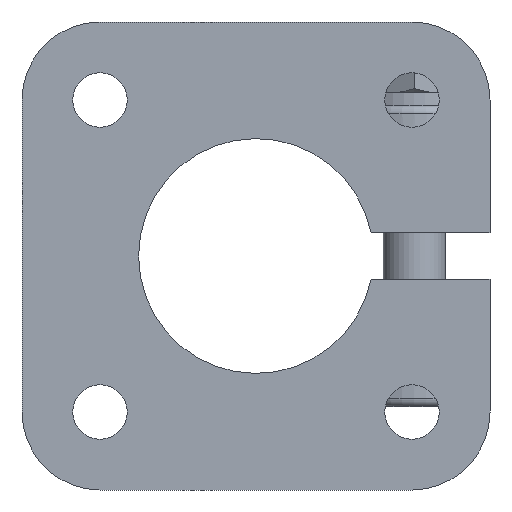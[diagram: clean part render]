
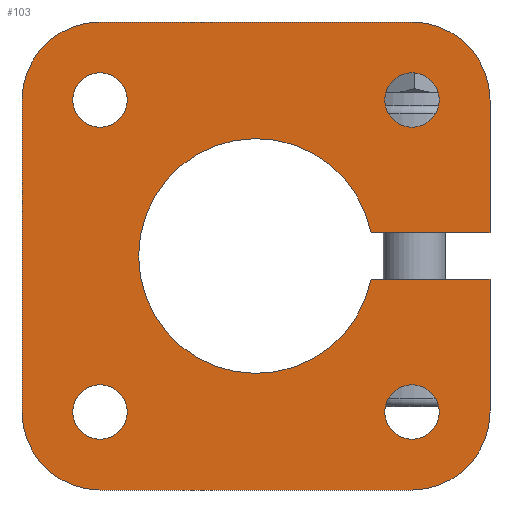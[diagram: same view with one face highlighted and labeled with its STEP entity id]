
A CAD part, front view. The second image highlights one B-rep face of the part: STEP entity #103.
In plain terms, the highlighted planar face has unit normal (0, -1, 0).
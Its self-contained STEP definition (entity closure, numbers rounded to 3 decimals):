
#103 = ADVANCED_FACE( '', ( #252, #253, #254, #255, #256 ), #257, .F. );
#252 = FACE_BOUND( '', #468, .T. );
#253 = FACE_BOUND( '', #469, .T. );
#254 = FACE_BOUND( '', #470, .T. );
#255 = FACE_BOUND( '', #471, .T. );
#256 = FACE_OUTER_BOUND( '', #472, .T. );
#257 = PLANE( '', #473 );
#468 = EDGE_LOOP( '', ( #717 ) );
#469 = EDGE_LOOP( '', ( #718 ) );
#470 = EDGE_LOOP( '', ( #719 ) );
#471 = EDGE_LOOP( '', ( #720 ) );
#472 = EDGE_LOOP( '', ( #721, #722, #723, #724, #725, #726, #727, #728, #729, #730, #731, #732 ) );
#473 = AXIS2_PLACEMENT_3D( '', #733, #734, #735 );
#717 = ORIENTED_EDGE( '', *, *, #1197, .T. );
#718 = ORIENTED_EDGE( '', *, *, #1198, .T. );
#719 = ORIENTED_EDGE( '', *, *, #1199, .T. );
#720 = ORIENTED_EDGE( '', *, *, #1200, .T. );
#721 = ORIENTED_EDGE( '', *, *, #1201, .F. );
#722 = ORIENTED_EDGE( '', *, *, #1170, .T. );
#723 = ORIENTED_EDGE( '', *, *, #1202, .T. );
#724 = ORIENTED_EDGE( '', *, *, #1203, .F. );
#725 = ORIENTED_EDGE( '', *, *, #1204, .F. );
#726 = ORIENTED_EDGE( '', *, *, #1205, .F. );
#727 = ORIENTED_EDGE( '', *, *, #1206, .F. );
#728 = ORIENTED_EDGE( '', *, *, #1207, .F. );
#729 = ORIENTED_EDGE( '', *, *, #1208, .F. );
#730 = ORIENTED_EDGE( '', *, *, #1209, .F. );
#731 = ORIENTED_EDGE( '', *, *, #1210, .F. );
#732 = ORIENTED_EDGE( '', *, *, #1211, .F. );
#733 = CARTESIAN_POINT( '', ( -20., 0., -20. ) );
#734 = DIRECTION( '', ( 0., 1., 0. ) );
#735 = DIRECTION( '', ( 0., 0., 1. ) );
#1170 = EDGE_CURVE( '', #1371, #1372, #1373, .T. );
#1197 = EDGE_CURVE( '', #1413, #1413, #1414, .T. );
#1198 = EDGE_CURVE( '', #1415, #1415, #1416, .T. );
#1199 = EDGE_CURVE( '', #1417, #1417, #1418, .T. );
#1200 = EDGE_CURVE( '', #1419, #1419, #1420, .T. );
#1201 = EDGE_CURVE( '', #1371, #1421, #1422, .T. );
#1202 = EDGE_CURVE( '', #1372, #1423, #1424, .T. );
#1203 = EDGE_CURVE( '', #1425, #1423, #1426, .T. );
#1204 = EDGE_CURVE( '', #1427, #1425, #1428, .T. );
#1205 = EDGE_CURVE( '', #1429, #1427, #1430, .T. );
#1206 = EDGE_CURVE( '', #1431, #1429, #1432, .T. );
#1207 = EDGE_CURVE( '', #1433, #1431, #1434, .T. );
#1208 = EDGE_CURVE( '', #1435, #1433, #1436, .T. );
#1209 = EDGE_CURVE( '', #1437, #1435, #1438, .T. );
#1210 = EDGE_CURVE( '', #1439, #1437, #1440, .T. );
#1211 = EDGE_CURVE( '', #1421, #1439, #1441, .T. );
#1371 = VERTEX_POINT( '', #1678 );
#1372 = VERTEX_POINT( '', #1679 );
#1373 = CIRCLE( '', #1680, 15.05 );
#1413 = VERTEX_POINT( '', #1767 );
#1414 = CIRCLE( '', #1768, 3.5 );
#1415 = VERTEX_POINT( '', #1769 );
#1416 = CIRCLE( '', #1770, 3.5 );
#1417 = VERTEX_POINT( '', #1771 );
#1418 = CIRCLE( '', #1772, 3.5 );
#1419 = VERTEX_POINT( '', #1773 );
#1420 = CIRCLE( '', #1774, 3.5 );
#1421 = VERTEX_POINT( '', #1775 );
#1422 = LINE( '', #1776, #1777 );
#1423 = VERTEX_POINT( '', #1778 );
#1424 = LINE( '', #1779, #1780 );
#1425 = VERTEX_POINT( '', #1781 );
#1426 = LINE( '', #1782, #1783 );
#1427 = VERTEX_POINT( '', #1784 );
#1428 = CIRCLE( '', #1785, 10. );
#1429 = VERTEX_POINT( '', #1786 );
#1430 = LINE( '', #1787, #1788 );
#1431 = VERTEX_POINT( '', #1789 );
#1432 = CIRCLE( '', #1790, 10. );
#1433 = VERTEX_POINT( '', #1791 );
#1434 = LINE( '', #1792, #1793 );
#1435 = VERTEX_POINT( '', #1794 );
#1436 = CIRCLE( '', #1795, 10. );
#1437 = VERTEX_POINT( '', #1796 );
#1438 = LINE( '', #1797, #1798 );
#1439 = VERTEX_POINT( '', #1799 );
#1440 = CIRCLE( '', #1800, 10. );
#1441 = LINE( '', #1801, #1802 );
#1678 = CARTESIAN_POINT( '', ( 14.748, 0., -3. ) );
#1679 = CARTESIAN_POINT( '', ( 14.748, 0., 3. ) );
#1680 = AXIS2_PLACEMENT_3D( '', #2128, #2129, #2130 );
#1767 = CARTESIAN_POINT( '', ( 23.5, 0., -20. ) );
#1768 = AXIS2_PLACEMENT_3D( '', #2159, #2160, #2161 );
#1769 = CARTESIAN_POINT( '', ( 23.5, 0., 20. ) );
#1770 = AXIS2_PLACEMENT_3D( '', #2162, #2163, #2164 );
#1771 = CARTESIAN_POINT( '', ( -16.5, 0., -20. ) );
#1772 = AXIS2_PLACEMENT_3D( '', #2165, #2166, #2167 );
#1773 = CARTESIAN_POINT( '', ( -16.5, 0., 20. ) );
#1774 = AXIS2_PLACEMENT_3D( '', #2168, #2169, #2170 );
#1775 = CARTESIAN_POINT( '', ( 30., 0., -3. ) );
#1776 = CARTESIAN_POINT( '', ( -20., 0., -3. ) );
#1777 = VECTOR( '', #2171, 1000. );
#1778 = CARTESIAN_POINT( '', ( 30., 0., 3. ) );
#1779 = CARTESIAN_POINT( '', ( 14.748, 0., 3. ) );
#1780 = VECTOR( '', #2172, 1000. );
#1781 = CARTESIAN_POINT( '', ( 30., 0., 20. ) );
#1782 = CARTESIAN_POINT( '', ( 30., 0., 20. ) );
#1783 = VECTOR( '', #2173, 1000. );
#1784 = CARTESIAN_POINT( '', ( 20., 0., 30. ) );
#1785 = AXIS2_PLACEMENT_3D( '', #2174, #2175, #2176 );
#1786 = CARTESIAN_POINT( '', ( -20., 0., 30. ) );
#1787 = CARTESIAN_POINT( '', ( -20., 0., 30. ) );
#1788 = VECTOR( '', #2177, 1000. );
#1789 = CARTESIAN_POINT( '', ( -30., 0., 20. ) );
#1790 = AXIS2_PLACEMENT_3D( '', #2178, #2179, #2180 );
#1791 = CARTESIAN_POINT( '', ( -30., 0., -20. ) );
#1792 = CARTESIAN_POINT( '', ( -30., 0., -20. ) );
#1793 = VECTOR( '', #2181, 1000. );
#1794 = CARTESIAN_POINT( '', ( -20., 0., -30. ) );
#1795 = AXIS2_PLACEMENT_3D( '', #2182, #2183, #2184 );
#1796 = CARTESIAN_POINT( '', ( 20., 0., -30. ) );
#1797 = CARTESIAN_POINT( '', ( 20., 0., -30. ) );
#1798 = VECTOR( '', #2185, 1000. );
#1799 = CARTESIAN_POINT( '', ( 30., 0., -20. ) );
#1800 = AXIS2_PLACEMENT_3D( '', #2186, #2187, #2188 );
#1801 = CARTESIAN_POINT( '', ( 30., 0., 20. ) );
#1802 = VECTOR( '', #2189, 1000. );
#2128 = CARTESIAN_POINT( '', ( 0., 0., 0. ) );
#2129 = DIRECTION( '', ( 0., 1., 0. ) );
#2130 = DIRECTION( '', ( 1., 0., 0. ) );
#2159 = CARTESIAN_POINT( '', ( 20., 0., -20. ) );
#2160 = DIRECTION( '', ( 0., 1., 0. ) );
#2161 = DIRECTION( '', ( 1., 0., 0. ) );
#2162 = CARTESIAN_POINT( '', ( 20., 0., 20. ) );
#2163 = DIRECTION( '', ( 0., 1., 0. ) );
#2164 = DIRECTION( '', ( 1., 0., 0. ) );
#2165 = CARTESIAN_POINT( '', ( -20., 0., -20. ) );
#2166 = DIRECTION( '', ( 0., 1., 0. ) );
#2167 = DIRECTION( '', ( 1., 0., 0. ) );
#2168 = CARTESIAN_POINT( '', ( -20., 0., 20. ) );
#2169 = DIRECTION( '', ( 0., 1., 0. ) );
#2170 = DIRECTION( '', ( 1., 0., 0. ) );
#2171 = DIRECTION( '', ( 1., 0., 0. ) );
#2172 = DIRECTION( '', ( 1., 0., 0. ) );
#2173 = DIRECTION( '', ( 0., 0., -1. ) );
#2174 = CARTESIAN_POINT( '', ( 20., 0., 20. ) );
#2175 = DIRECTION( '', ( 0., 1., 0. ) );
#2176 = DIRECTION( '', ( 1., 0., 0. ) );
#2177 = DIRECTION( '', ( 1., 0., 0. ) );
#2178 = CARTESIAN_POINT( '', ( -20., 0., 20. ) );
#2179 = DIRECTION( '', ( 0., 1., 0. ) );
#2180 = DIRECTION( '', ( 1., 0., 0. ) );
#2181 = DIRECTION( '', ( 0., 0., 1. ) );
#2182 = CARTESIAN_POINT( '', ( -20., 0., -20. ) );
#2183 = DIRECTION( '', ( 0., 1., 0. ) );
#2184 = DIRECTION( '', ( 1., 0., 0. ) );
#2185 = DIRECTION( '', ( -1., 0., 0. ) );
#2186 = CARTESIAN_POINT( '', ( 20., 0., -20. ) );
#2187 = DIRECTION( '', ( 0., 1., 0. ) );
#2188 = DIRECTION( '', ( 1., 0., 0. ) );
#2189 = DIRECTION( '', ( 0., 0., -1. ) );
